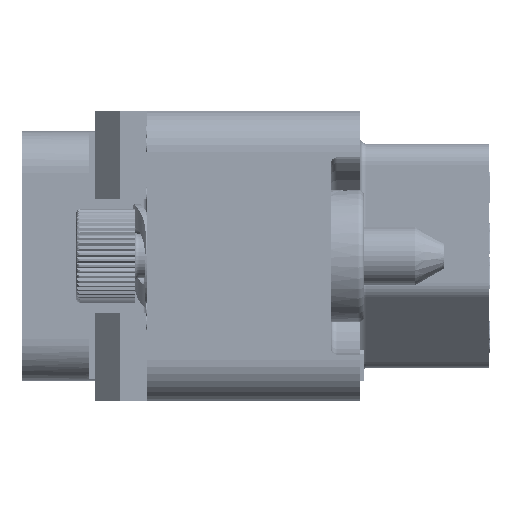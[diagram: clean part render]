
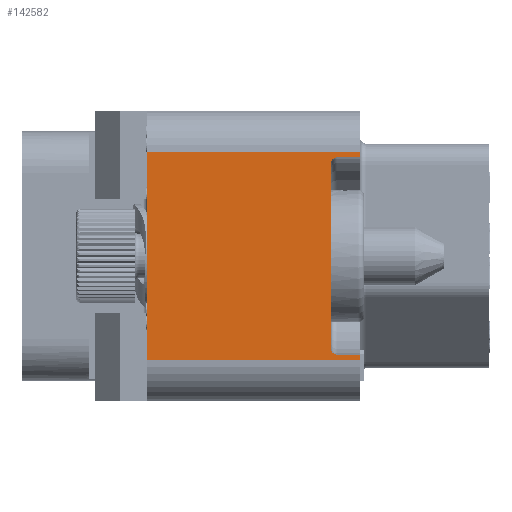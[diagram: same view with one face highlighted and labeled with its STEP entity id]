
A CAD part, left-side view. The second image highlights one B-rep face of the part: STEP entity #142582.
In plain terms, the highlighted planar face has unit normal (-1, 0, 0).
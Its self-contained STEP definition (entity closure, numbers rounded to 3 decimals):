
#3215=DIRECTION('',(0.,0.,-1.));
#3216=VECTOR('',#3215,10.);
#3217=CARTESIAN_POINT('',(-40.,10.25,5.));
#3218=LINE('',#3217,#3216);
#3756=DIRECTION('',(0.,-1.,0.));
#3757=VECTOR('',#3756,10.25);
#3758=CARTESIAN_POINT('',(-40.,10.25,5.));
#3759=LINE('',#3758,#3757);
#11961=DIRECTION('',(0.,1.,0.));
#11962=VECTOR('',#11961,10.25);
#11963=CARTESIAN_POINT('',(-40.,0.,-5.));
#11964=LINE('',#11963,#11962);
#11970=DIRECTION('',(0.,0.,1.));
#11971=VECTOR('',#11970,8.9);
#11972=CARTESIAN_POINT('',(-40.,1.4,-4.45));
#11973=LINE('',#11972,#11971);
#11974=DIRECTION('',(0.,1.,0.));
#11975=VECTOR('',#11974,1.1);
#11976=CARTESIAN_POINT('',(-40.,0.,-4.75));
#11977=LINE('',#11976,#11975);
#11978=DIRECTION('',(0.,0.,-1.));
#11979=VECTOR('',#11978,0.25);
#11980=CARTESIAN_POINT('',(-40.,0.,-4.75));
#11981=LINE('',#11980,#11979);
#11982=DIRECTION('',(0.,0.,-1.));
#11983=VECTOR('',#11982,0.25);
#11984=CARTESIAN_POINT('',(-40.,0.,5.));
#11985=LINE('',#11984,#11983);
#11986=DIRECTION('',(0.,1.,0.));
#11987=VECTOR('',#11986,1.1);
#11988=CARTESIAN_POINT('',(-40.,0.,4.75));
#11989=LINE('',#11988,#11987);
#12013=CARTESIAN_POINT('',(-40.,1.1,-4.45));
#12014=DIRECTION('',(1.,0.,0.));
#12015=DIRECTION('',(0.,0.,-1.));
#12016=AXIS2_PLACEMENT_3D('',#12013,#12014,#12015);
#12037=CARTESIAN_POINT('',(-40.,1.1,4.45));
#12038=DIRECTION('',(1.,0.,0.));
#12039=DIRECTION('',(0.,1.,0.));
#12040=AXIS2_PLACEMENT_3D('',#12037,#12038,#12039);
#112723=CARTESIAN_POINT('',(-40.,0.,5.));
#112724=VERTEX_POINT('',#112723);
#112725=CARTESIAN_POINT('',(-40.,10.25,5.));
#112726=VERTEX_POINT('',#112725);
#112731=CARTESIAN_POINT('',(-40.,10.25,-5.));
#112732=VERTEX_POINT('',#112731);
#112733=CARTESIAN_POINT('',(-40.,0.,-5.));
#112734=VERTEX_POINT('',#112733);
#112743=CARTESIAN_POINT('',(-40.,0.,-4.75));
#112745=VERTEX_POINT('',#112743);
#112749=CARTESIAN_POINT('',(-40.,0.,4.75));
#112750=VERTEX_POINT('',#112749);
#112960=CARTESIAN_POINT('',(-40.,1.4,-4.45));
#112962=VERTEX_POINT('',#112960);
#112964=CARTESIAN_POINT('',(-40.,1.1,-4.75));
#112966=VERTEX_POINT('',#112964);
#112971=CARTESIAN_POINT('',(-40.,1.4,4.45));
#112972=VERTEX_POINT('',#112971);
#112973=CARTESIAN_POINT('',(-40.,1.1,4.75));
#112974=VERTEX_POINT('',#112973);
#142560=CARTESIAN_POINT('',(-40.,0.,7.));
#142561=DIRECTION('',(-1.,0.,0.));
#142562=DIRECTION('',(0.,1.,0.));
#142563=AXIS2_PLACEMENT_3D('',#142560,#142561,#142562);
#142564=PLANE('',#142563);
#142566=ORIENTED_EDGE('',*,*,#142565,.F.);
#142568=ORIENTED_EDGE('',*,*,#142567,.F.);
#142570=ORIENTED_EDGE('',*,*,#142569,.F.);
#142571=ORIENTED_EDGE('',*,*,#136997,.T.);
#142572=ORIENTED_EDGE('',*,*,#142554,.T.);
#142573=ORIENTED_EDGE('',*,*,#136670,.F.);
#142574=ORIENTED_EDGE('',*,*,#136974,.T.);
#142575=ORIENTED_EDGE('',*,*,#137005,.T.);
#142577=ORIENTED_EDGE('',*,*,#142576,.T.);
#142579=ORIENTED_EDGE('',*,*,#142578,.F.);
#142580=EDGE_LOOP('',(#142566,#142568,#142570,#142571,#142572,#142573,#142574,
#142575,#142577,#142579));
#142581=FACE_OUTER_BOUND('',#142580,.F.);
#142582=ADVANCED_FACE('',(#142581),#142564,.T.);
#12017=CIRCLE('',#12016,0.3);
#12041=CIRCLE('',#12040,0.3);
#136670=EDGE_CURVE('',#112726,#112732,#3218,.T.);
#136974=EDGE_CURVE('',#112726,#112724,#3759,.T.);
#136997=EDGE_CURVE('',#112745,#112734,#11981,.T.);
#137005=EDGE_CURVE('',#112724,#112750,#11985,.T.);
#142554=EDGE_CURVE('',#112734,#112732,#11964,.T.);
#142565=EDGE_CURVE('',#112962,#112972,#11973,.T.);
#142567=EDGE_CURVE('',#112966,#112962,#12017,.T.);
#142569=EDGE_CURVE('',#112745,#112966,#11977,.T.);
#142576=EDGE_CURVE('',#112750,#112974,#11989,.T.);
#142578=EDGE_CURVE('',#112972,#112974,#12041,.T.);
